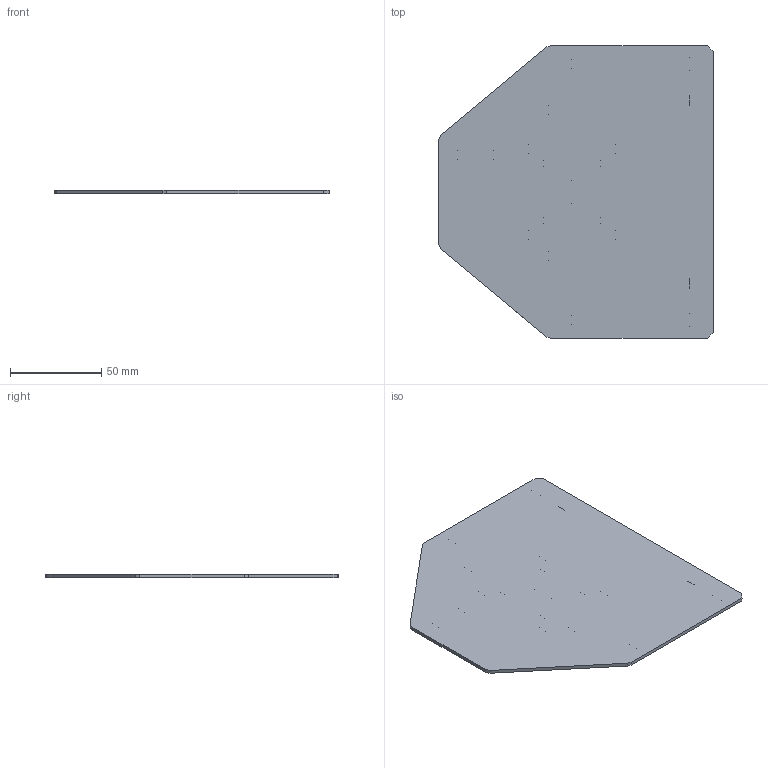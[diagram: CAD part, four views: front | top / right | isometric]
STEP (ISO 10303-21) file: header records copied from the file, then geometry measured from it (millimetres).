
FILE_DESCRIPTION(/* description */ (''),/* implementation_level */ '2;1');
FILE_NAME(/* name */ 'Shapeoko Motor Mount',/* time_stamp */ '2014-03-05T18:03:58-06:00',/* author */ (''),/* organization */ (''),/* preprocessor_version */ 'ST-DEVELOPER v15',/* originating_system */ '',/* authorisation */ '');
FILE_SCHEMA (('AUTOMOTIVE_DESIGN'));
Length unit declared in the file: inch
Products named in the file (1): Document
Bounding box: 150 x 160 x 1.9 mm (x, y, z)
Volume: 38924.1 mm3; surface area: 42671.9 mm2
Topology: 1 solids, 1 shells, 52 faces, 200 edges, 188 vertices
Faces by surface type: bspline 44, plane 8
Entity records: 2327 total; most frequent: CARTESIAN_POINT 1352, ORIENTED_EDGE 300, EDGE_CURVE 150, VERTEX_POINT 100, EDGE_LOOP 90, B_SPLINE_CURVE_WITH_KNOTS 62, ADVANCED_FACE 52, FACE_OUTER_BOUND 52
